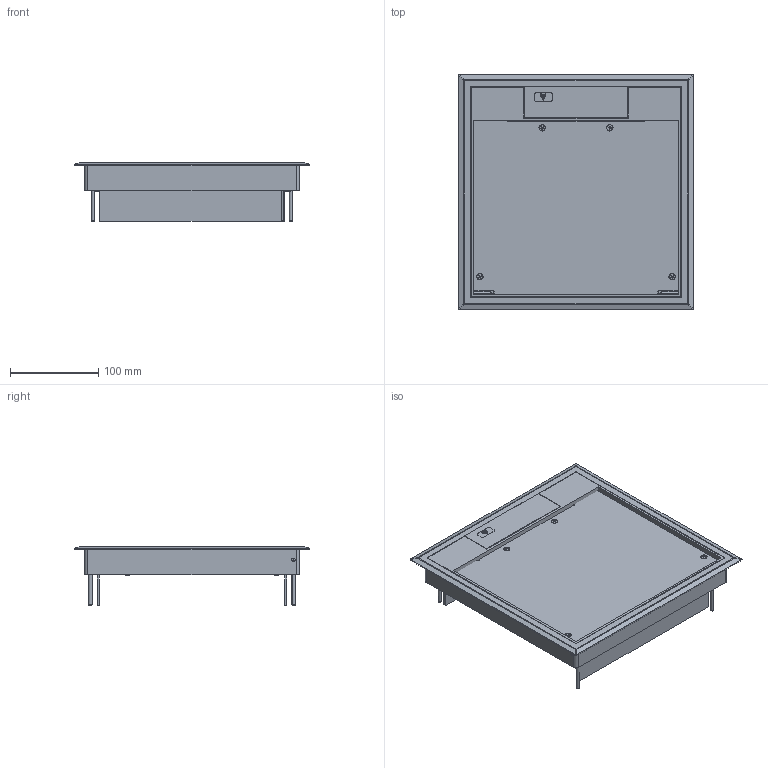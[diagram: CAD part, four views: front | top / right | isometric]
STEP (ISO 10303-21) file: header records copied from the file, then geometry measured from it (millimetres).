
FILE_DESCRIPTION (( 'STEP AP214' ), '1' );
FILE_NAME ('7405077_KSTP1.stp', '2016-05-03T12:50:40', ( '' ), ( '' ), 'SwSTEP 2.0', 'SolidWorks 2014', '' );
FILE_SCHEMA (( 'AUTOMOTIVE_DESIGN' ));
Length unit declared in the file: inch
Products named in the file (13): 35050322_Standard; 088601_Standard; 099720_Standard; 088465_Standard; 083422_Standard; 087480_Standard; 088502_Standard; 083420_Standard; 7405077_KSTP1; 091380_Standard; 044159_Standard; 099747_Standard; groove pin 02_din_DIN EN ISO 8740-M4x26-St
Assembly tree (20 placements, depth 4):
  7405077_KSTP1
    083420_Standard
    099747_Standard
      088502_Standard
      087480_Standard
      083422_Standard
      099720_Standard
        088465_Standard
      088601_Standard  x2
      35050322_Standard  x4
      groove pin 02_din_DIN EN ISO 8740-M4x26-St  x2
    044159_Standard  x4
    091380_Standard
Bounding box: 265.58 x 265.58 x 66.72 mm (x, y, z)
Volume: 659323.1 mm3; surface area: 409737.6 mm2
Topology: 18 solids, 19 shells, 970 faces, 2415 edges, 1507 vertices
Faces by surface type: plane 503, cylinder 227, bspline 154, cone 86
Entity records: 34908 total; most frequent: CARTESIAN_POINT 8597, ORIENTED_EDGE 3610, DIRECTION 3157, EDGE_CURVE 1805, VERTEX_POINT 1149, VECTOR 1097, LINE 1097, AXIS2_PLACEMENT_3D 1030
